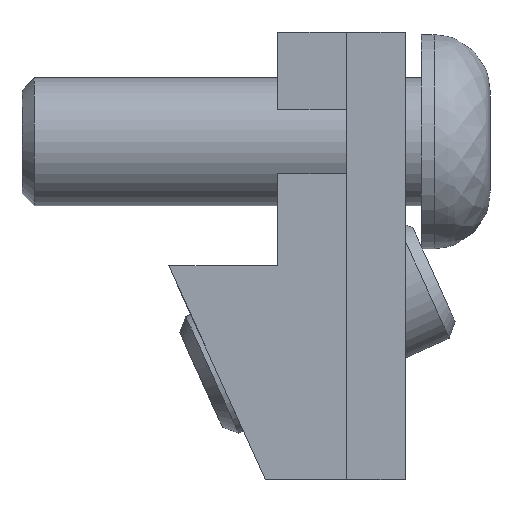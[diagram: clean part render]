
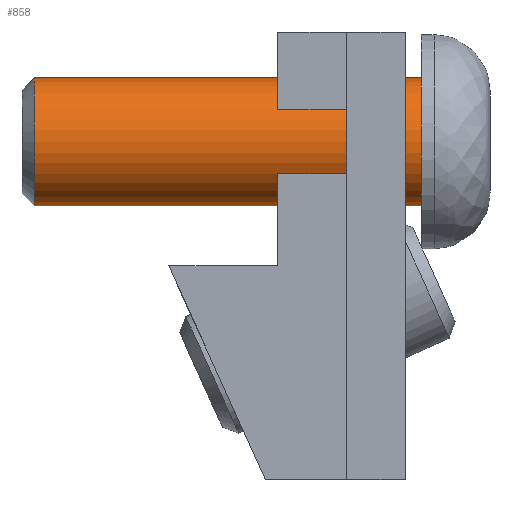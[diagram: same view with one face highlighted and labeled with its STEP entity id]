
A CAD part, top view. The second image highlights one B-rep face of the part: STEP entity #858.
In plain terms, the highlighted cylindrical face has radius 4 mm (diameter 8 mm), a full revolution.
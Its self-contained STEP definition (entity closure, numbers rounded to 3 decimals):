
#79=CYLINDRICAL_SURFACE('',#926,4.);
#119=FACE_OUTER_BOUND('',#170,.T.);
#170=EDGE_LOOP('',(#779,#780,#781,#782,#783));
#263=LINE('',#1400,#353);
#353=VECTOR('',#1136,4.);
#375=CIRCLE('',#924,4.);
#376=CIRCLE('',#925,4.);
#377=CIRCLE('',#927,4.);
#453=VERTEX_POINT('',#1393);
#454=VERTEX_POINT('',#1395);
#455=VERTEX_POINT('',#1399);
#565=EDGE_CURVE('',#453,#454,#375,.T.);
#566=EDGE_CURVE('',#454,#453,#376,.T.);
#567=EDGE_CURVE('',#454,#455,#263,.T.);
#568=EDGE_CURVE('',#455,#455,#377,.T.);
#779=ORIENTED_EDGE('',*,*,#565,.F.);
#780=ORIENTED_EDGE('',*,*,#566,.F.);
#781=ORIENTED_EDGE('',*,*,#567,.T.);
#782=ORIENTED_EDGE('',*,*,#568,.T.);
#783=ORIENTED_EDGE('',*,*,#567,.F.);
#858=ADVANCED_FACE('',(#119),#79,.T.);
#924=AXIS2_PLACEMENT_3D('',#1396,#1130,#1131);
#925=AXIS2_PLACEMENT_3D('',#1397,#1132,#1133);
#926=AXIS2_PLACEMENT_3D('',#1398,#1134,#1135);
#927=AXIS2_PLACEMENT_3D('',#1401,#1137,#1138);
#1130=DIRECTION('center_axis',(-1.,0.,0.));
#1131=DIRECTION('ref_axis',(0.,-1.,0.));
#1132=DIRECTION('center_axis',(-1.,0.,0.));
#1133=DIRECTION('ref_axis',(0.,-1.,0.));
#1134=DIRECTION('center_axis',(-1.,0.,0.));
#1135=DIRECTION('ref_axis',(0.,1.,0.));
#1136=DIRECTION('',(1.,0.,0.));
#1137=DIRECTION('center_axis',(-1.,0.,0.));
#1138=DIRECTION('ref_axis',(0.,1.,0.));
#1393=CARTESIAN_POINT('',(-15.233,4.,0.));
#1395=CARTESIAN_POINT('',(-15.233,-4.,0.));
#1396=CARTESIAN_POINT('Origin',(-15.233,0.,0.));
#1397=CARTESIAN_POINT('Origin',(-15.233,0.,0.));
#1398=CARTESIAN_POINT('Origin',(-4.,0.,0.));
#1399=CARTESIAN_POINT('',(9.,-4.,0.));
#1400=CARTESIAN_POINT('',(-4.,-4.,0.));
#1401=CARTESIAN_POINT('Origin',(9.,0.,0.));
